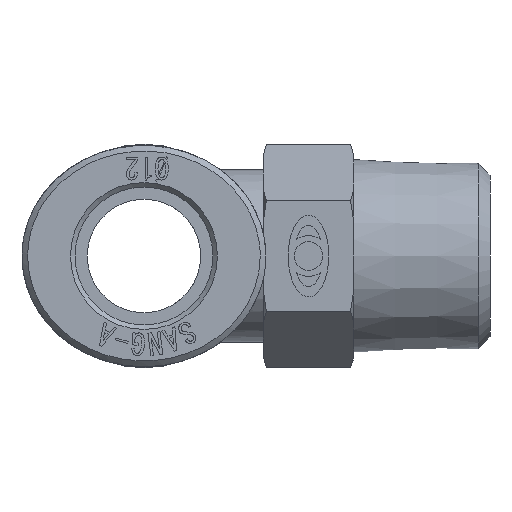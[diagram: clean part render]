
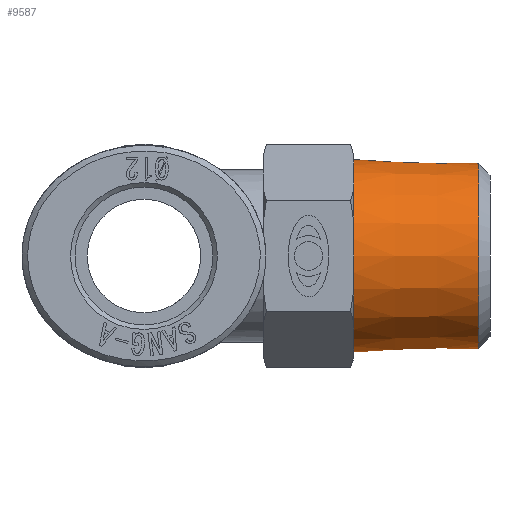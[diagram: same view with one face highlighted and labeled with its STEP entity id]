
A CAD part, left-side view. The second image highlights one B-rep face of the part: STEP entity #9587.
In plain terms, the highlighted conical face has half-angle 1.754 degrees and reference radius 8.316 mm.
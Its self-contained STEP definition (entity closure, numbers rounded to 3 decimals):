
#6310=CARTESIAN_POINT('',(8.5,-8.0,0.));
#6311=VERTEX_POINT('',#6310);
#9290=CARTESIAN_POINT('',(-8.5,-8.,0.0));
#9291=VERTEX_POINT('',#9290);
#9495=CARTESIAN_POINT('',(-8.163,-19.,0.));
#9496=VERTEX_POINT('',#9495);
#9497=CARTESIAN_POINT('',(0.0,-19.,0.));
#9498=DIRECTION('',(0.0,-1.0,0.0));
#9499=DIRECTION('',(1.0,0.0,0.0));
#9500=AXIS2_PLACEMENT_3D('',#9497,#9498,#9499);
#9501=CIRCLE('',#9500,8.163);
#9502=EDGE_CURVE('',#9496,#9496,#9501,.T.);
#9527=CARTESIAN_POINT('',(0.0,-14.,0.0));
#9528=DIRECTION('',(0.0,1.0,0.0));
#9529=DIRECTION('',(-1.0,0.0,0.0));
#9530=AXIS2_PLACEMENT_3D('',#9527,#9528,#9529);
#9531=CONICAL_SURFACE('',#9530,8.316,1.754);
#9532=CARTESIAN_POINT('',(-4.25,-8.,7.361));
#9533=VERTEX_POINT('',#9532);
#9534=CARTESIAN_POINT('',(0.0,-8.,0.0));
#9535=DIRECTION('',(0.0,1.0,0.0));
#9536=DIRECTION('',(-1.0,0.0,0.0));
#9537=AXIS2_PLACEMENT_3D('',#9534,#9535,#9536);
#9538=CIRCLE('',#9537,8.5);
#9539=EDGE_CURVE('',#9291,#9533,#9538,.T.);
#9540=ORIENTED_EDGE('',*,*,#9539,.F.);
#9541=CARTESIAN_POINT('',(-4.25,-8.,-7.361));
#9542=VERTEX_POINT('',#9541);
#9543=CARTESIAN_POINT('',(0.0,-8.,0.0));
#9544=DIRECTION('',(0.0,1.0,0.0));
#9545=DIRECTION('',(-1.0,0.0,0.0));
#9546=AXIS2_PLACEMENT_3D('',#9543,#9544,#9545);
#9547=CIRCLE('',#9546,8.5);
#9548=EDGE_CURVE('',#9542,#9291,#9547,.T.);
#9549=ORIENTED_EDGE('',*,*,#9548,.F.);
#9550=CARTESIAN_POINT('',(4.25,-8.0,-7.361));
#9551=VERTEX_POINT('',#9550);
#9552=CARTESIAN_POINT('',(0.0,-8.,0.0));
#9553=DIRECTION('',(0.0,1.0,0.0));
#9554=DIRECTION('',(-1.0,0.0,0.0));
#9555=AXIS2_PLACEMENT_3D('',#9552,#9553,#9554);
#9556=CIRCLE('',#9555,8.5);
#9557=EDGE_CURVE('',#9551,#9542,#9556,.T.);
#9558=ORIENTED_EDGE('',*,*,#9557,.F.);
#9559=CARTESIAN_POINT('',(0.0,-8.,0.0));
#9560=DIRECTION('',(0.0,1.0,0.0));
#9561=DIRECTION('',(-1.0,0.0,0.0));
#9562=AXIS2_PLACEMENT_3D('',#9559,#9560,#9561);
#9563=CIRCLE('',#9562,8.5);
#9564=EDGE_CURVE('',#6311,#9551,#9563,.T.);
#9565=ORIENTED_EDGE('',*,*,#9564,.F.);
#9566=CARTESIAN_POINT('',(4.25,-8.,7.361));
#9567=VERTEX_POINT('',#9566);
#9568=CARTESIAN_POINT('',(0.0,-8.,0.0));
#9569=DIRECTION('',(0.0,1.0,0.0));
#9570=DIRECTION('',(-1.0,0.0,0.0));
#9571=AXIS2_PLACEMENT_3D('',#9568,#9569,#9570);
#9572=CIRCLE('',#9571,8.5);
#9573=EDGE_CURVE('',#9567,#6311,#9572,.T.);
#9574=ORIENTED_EDGE('',*,*,#9573,.F.);
#9575=CARTESIAN_POINT('',(0.0,-8.,0.0));
#9576=DIRECTION('',(0.0,1.0,0.0));
#9577=DIRECTION('',(-1.0,0.0,0.0));
#9578=AXIS2_PLACEMENT_3D('',#9575,#9576,#9577);
#9579=CIRCLE('',#9578,8.5);
#9580=EDGE_CURVE('',#9533,#9567,#9579,.T.);
#9581=ORIENTED_EDGE('',*,*,#9580,.F.);
#9582=EDGE_LOOP('',(#9540,#9549,#9558,#9565,#9574,#9581));
#9583=FACE_OUTER_BOUND('',#9582,.T.);
#9584=ORIENTED_EDGE('',*,*,#9502,.F.);
#9585=EDGE_LOOP('',(#9584));
#9586=FACE_BOUND('',#9585,.T.);
#9587=ADVANCED_FACE('',(#9583,#9586),#9531,.T.);
